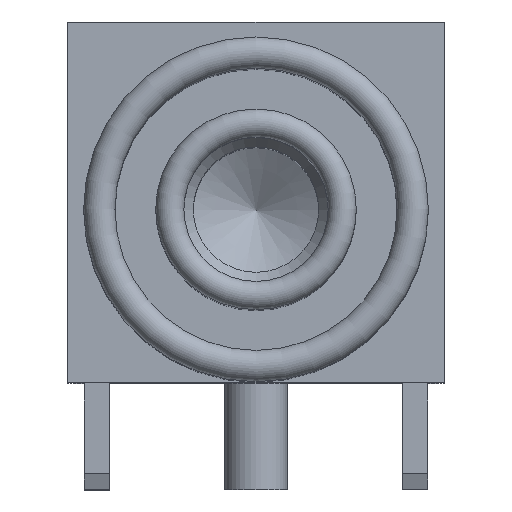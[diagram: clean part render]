
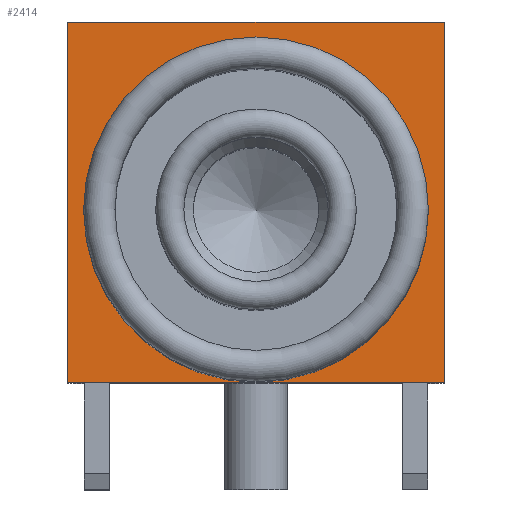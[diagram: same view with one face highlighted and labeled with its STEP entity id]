
A CAD part, top view. The second image highlights one B-rep face of the part: STEP entity #2414.
In plain terms, the highlighted planar face has unit normal (0, 0, 1).
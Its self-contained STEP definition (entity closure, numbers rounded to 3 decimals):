
#4 = LINE ( 'NONE', #703, #585 ) ;
#63 = DIRECTION ( 'NONE',  ( 0., 0., 1. ) ) ;
#104 = VERTEX_POINT ( 'NONE', #1605 ) ;
#172 = AXIS2_PLACEMENT_3D ( 'NONE', #2409, #63, #1192 ) ;
#454 = ORIENTED_EDGE ( 'NONE', *, *, #2425, .T. ) ;
#504 = VERTEX_POINT ( 'NONE', #1286 ) ;
#506 = CARTESIAN_POINT ( 'NONE',  ( 6., -5.75, 19. ) ) ;
#510 = VECTOR ( 'NONE', #1991, 1000. ) ;
#585 = VECTOR ( 'NONE', #1337, 1000. ) ;
#703 = CARTESIAN_POINT ( 'NONE',  ( 6., -5.75, 19. ) ) ;
#720 = ORIENTED_EDGE ( 'NONE', *, *, #1625, .F. ) ;
#751 = ORIENTED_EDGE ( 'NONE', *, *, #2175, .T. ) ;
#865 = CIRCLE ( 'NONE', #172, 5.5 ) ;
#867 = FACE_OUTER_BOUND ( 'NONE', #1292, .T. ) ;
#929 = VECTOR ( 'NONE', #2252, 1000. ) ;
#962 = DIRECTION ( 'NONE',  ( 0., 1., 0. ) ) ;
#1023 = CARTESIAN_POINT ( 'NONE',  ( 6., 5.75, 19. ) ) ;
#1110 = ORIENTED_EDGE ( 'NONE', *, *, #2585, .T. ) ;
#1129 = VERTEX_POINT ( 'NONE', #506 ) ;
#1132 = CARTESIAN_POINT ( 'NONE',  ( 6., -5.75, 19. ) ) ;
#1192 = DIRECTION ( 'NONE',  ( 1., 0., 0. ) ) ;
#1262 = LINE ( 'NONE', #2694, #929 ) ;
#1286 = CARTESIAN_POINT ( 'NONE',  ( -6., -5.75, 19. ) ) ;
#1292 = EDGE_LOOP ( 'NONE', ( #454, #720, #2540, #1110, #2074, #751 ) ) ;
#1337 = DIRECTION ( 'NONE',  ( 1., 0., 0. ) ) ;
#1391 = VERTEX_POINT ( 'NONE', #2153 ) ;
#1447 = VECTOR ( 'NONE', #1841, 1000. ) ;
#1500 = AXIS2_PLACEMENT_3D ( 'NONE', #1785, #2387, #2623 ) ;
#1605 = CARTESIAN_POINT ( 'NONE',  ( 6., 5.75, 19. ) ) ;
#1625 = EDGE_CURVE ( 'NONE', #2629, #2629, #865, .T. ) ;
#1688 = LINE ( 'NONE', #1793, #2297 ) ;
#1759 = PLANE ( 'NONE',  #1500 ) ;
#1774 = LINE ( 'NONE', #1132, #510 ) ;
#1785 = CARTESIAN_POINT ( 'NONE',  ( 0., 0., 19. ) ) ;
#1793 = CARTESIAN_POINT ( 'NONE',  ( 6., -5.75, 19. ) ) ;
#1841 = DIRECTION ( 'NONE',  ( -1., 0., 0. ) ) ;
#1991 = DIRECTION ( 'NONE',  ( 1., 0., 0. ) ) ;
#2074 = ORIENTED_EDGE ( 'NONE', *, *, #2152, .T. ) ;
#2078 = EDGE_CURVE ( 'NONE', #2629, #1129, #4, .T. ) ;
#2152 = EDGE_CURVE ( 'NONE', #104, #1391, #2228, .T. ) ;
#2153 = CARTESIAN_POINT ( 'NONE',  ( -6., 5.75, 19. ) ) ;
#2175 = EDGE_CURVE ( 'NONE', #1391, #504, #1262, .T. ) ;
#2228 = LINE ( 'NONE', #1023, #1447 ) ;
#2252 = DIRECTION ( 'NONE',  ( 0., -1., 0. ) ) ;
#2297 = VECTOR ( 'NONE', #962, 1000. ) ;
#2387 = DIRECTION ( 'NONE',  ( 0., 0., 1. ) ) ;
#2409 = CARTESIAN_POINT ( 'NONE',  ( 0., -0.25, 19. ) ) ;
#2414 = ADVANCED_FACE ( 'NONE', ( #867 ), #1759, .T. ) ;
#2425 = EDGE_CURVE ( 'NONE', #504, #2629, #1774, .T. ) ;
#2503 = CARTESIAN_POINT ( 'NONE',  ( 0., -5.75, 19. ) ) ;
#2540 = ORIENTED_EDGE ( 'NONE', *, *, #2078, .T. ) ;
#2585 = EDGE_CURVE ( 'NONE', #1129, #104, #1688, .T. ) ;
#2623 = DIRECTION ( 'NONE',  ( 1., 0., 0. ) ) ;
#2629 = VERTEX_POINT ( 'NONE', #2503 ) ;
#2694 = CARTESIAN_POINT ( 'NONE',  ( -6., -5.75, 19. ) ) ;
